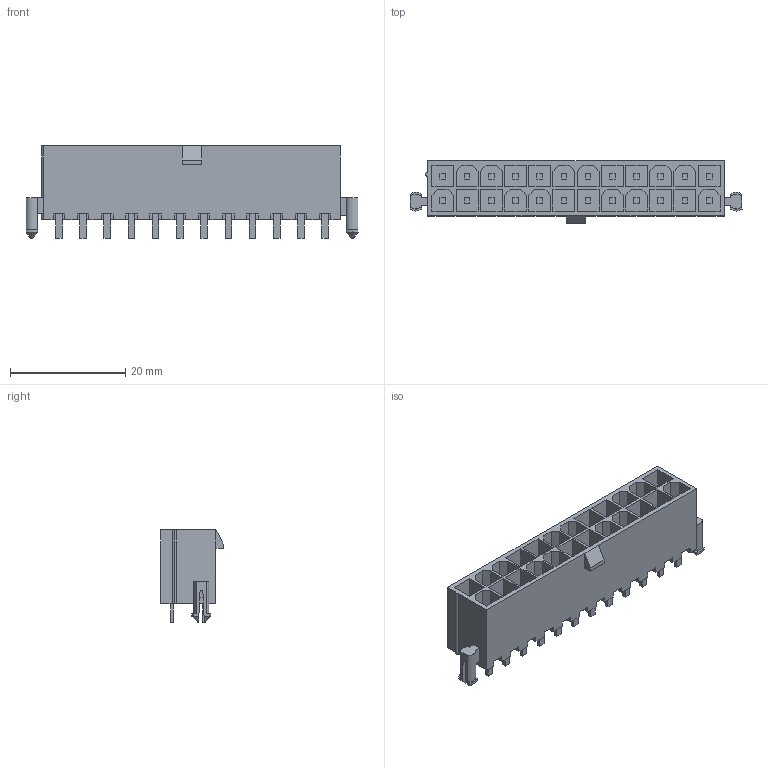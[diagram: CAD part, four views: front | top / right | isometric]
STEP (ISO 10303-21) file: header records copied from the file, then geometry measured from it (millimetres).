
FILE_DESCRIPTION(('STEP AP242'),'1');
FILE_NAME('2-1775099-8.stp','2023-05-31T12:01:05',('TraceParts'),('TraceParts S.A.'),'Spatial InterOp 3D',' ',' ');
FILE_SCHEMA(('AP242_MANAGED_MODEL_BASED_3D_ENGINEERING_MIM_LF {1 0 10303 442 1 1 4}'));
Length unit declared in the file: millimetre
Products named in the file (1): 2-1775099-8
Bounding box: 57.6 x 10.9 x 16 mm (x, y, z)
Volume: 3195.5 mm3; surface area: 6922.6 mm2
Topology: 1 solids, 1 shells, 566 faces, 1454 edges, 964 vertices
Faces by surface type: plane 536, cylinder 22, cone 8
Entity records: 16915 total; most frequent: CARTESIAN_POINT 3105, ORIENTED_EDGE 2908, DIRECTION 2602, EDGE_CURVE 1454, LINE 1392, VECTOR 1392, VERTEX_POINT 964, EDGE_LOOP 640
